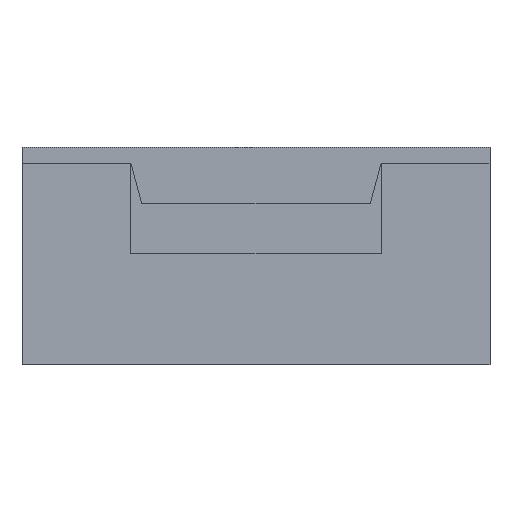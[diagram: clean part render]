
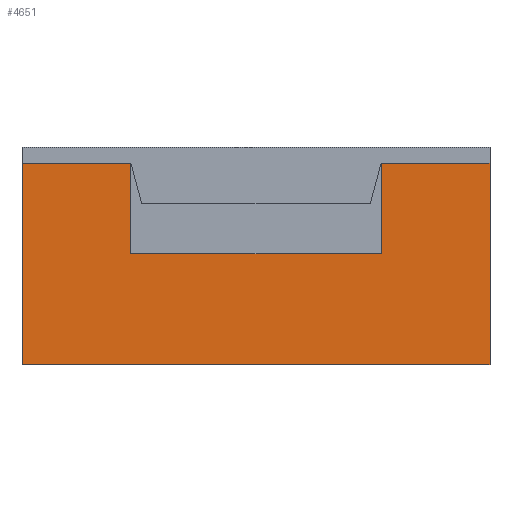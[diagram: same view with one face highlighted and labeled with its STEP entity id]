
A CAD part, left-side view. The second image highlights one B-rep face of the part: STEP entity #4651.
In plain terms, the highlighted planar face has unit normal (-1, 0, 0).
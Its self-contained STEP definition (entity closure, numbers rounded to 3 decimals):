
#69 = EDGE_CURVE ( 'NONE', #4524, #4495, #685, .T. ) ;
#72 = ORIENTED_EDGE ( 'NONE', *, *, #4490, .T. ) ;
#87 = EDGE_CURVE ( 'NONE', #1591, #5158, #717, .T. ) ;
#220 = EDGE_CURVE ( 'NONE', #5081, #4495, #1118, .T. ) ;
#278 = ORIENTED_EDGE ( 'NONE', *, *, #87, .T. ) ;
#527 = LINE ( 'NONE', #528, #529 ) ;
#528 = CARTESIAN_POINT ( 'NONE',  ( -21.5, 5.25, 25. ) ) ;
#529 = VECTOR ( 'NONE', #530, 1000. ) ;
#530 = DIRECTION ( 'NONE',  ( 0., -1., 0. ) ) ;
#685 = LINE ( 'NONE', #686, #687 ) ;
#686 = CARTESIAN_POINT ( 'NONE',  ( -21.5, -39.25, 25. ) ) ;
#687 = VECTOR ( 'NONE', #688, 1000. ) ;
#688 = DIRECTION ( 'NONE',  ( 0., 0., -1. ) ) ;
#717 = LINE ( 'NONE', #718, #719 ) ;
#718 = CARTESIAN_POINT ( 'NONE',  ( -21.5, 5.25, 13.8 ) ) ;
#719 = VECTOR ( 'NONE', #720, 1000. ) ;
#720 = DIRECTION ( 'NONE',  ( 0., 0., -1. ) ) ;
#1118 = LINE ( 'NONE', #1119, #1120 ) ;
#1119 = CARTESIAN_POINT ( 'NONE',  ( -21.5, 5.25, 13.8 ) ) ;
#1120 = VECTOR ( 'NONE', #1121, 1000. ) ;
#1121 = DIRECTION ( 'NONE',  ( 0., -1., 0. ) ) ;
#1307 = LINE ( 'NONE', #1308, #1309 ) ;
#1308 = CARTESIAN_POINT ( 'NONE',  ( -21.5, -52.75, 13.8 ) ) ;
#1309 = VECTOR ( 'NONE', #1310, 1000. ) ;
#1310 = DIRECTION ( 'NONE',  ( 0., 0., -1. ) ) ;
#1311 = LINE ( 'NONE', #1312, #1313 ) ;
#1312 = CARTESIAN_POINT ( 'NONE',  ( -21.5, 5.25, 0. ) ) ;
#1313 = VECTOR ( 'NONE', #1314, 1000. ) ;
#1314 = DIRECTION ( 'NONE',  ( 0., -1., 0. ) ) ;
#1340 = CARTESIAN_POINT ( 'NONE',  ( -21.5, -39.25, 13.8 ) ) ;
#1590 = CARTESIAN_POINT ( 'NONE',  ( -21.5, -39.25, 25. ) ) ;
#1591 = VERTEX_POINT ( 'NONE', #2956 ) ;
#2243 = CARTESIAN_POINT ( 'NONE',  ( -21.5, -8.25, 13.8 ) ) ;
#2252 = LINE ( 'NONE', #2253, #2254 ) ;
#2253 = CARTESIAN_POINT ( 'NONE',  ( -21.5, -39.25, 25. ) ) ;
#2254 = VECTOR ( 'NONE', #2255, 1000. ) ;
#2255 = DIRECTION ( 'NONE',  ( 0., -1., 0. ) ) ;
#2579 = FACE_OUTER_BOUND ( 'NONE', #3446, .T. ) ;
#2580 = PLANE ( 'NONE',  #2581 ) ;
#2581 = AXIS2_PLACEMENT_3D ( 'NONE', #2582, #2583, #2584 ) ;
#2582 = CARTESIAN_POINT ( 'NONE',  ( -21.5, 5.25, 13.8 ) ) ;
#2583 = DIRECTION ( 'NONE',  ( 1., 0., 0. ) ) ;
#2584 = DIRECTION ( 'NONE',  ( 0., 1., 0. ) ) ;
#2681 = LINE ( 'NONE', #2682, #2683 ) ;
#2682 = CARTESIAN_POINT ( 'NONE',  ( -21.5, -8.25, 25. ) ) ;
#2683 = VECTOR ( 'NONE', #2684, 1000. ) ;
#2684 = DIRECTION ( 'NONE',  ( 0., 0., -1. ) ) ;
#2749 = CARTESIAN_POINT ( 'NONE',  ( -21.5, -52.75, 0. ) ) ;
#2819 = CARTESIAN_POINT ( 'NONE',  ( -21.5, 5.25, 0. ) ) ;
#2956 = CARTESIAN_POINT ( 'NONE',  ( -21.5, 5.25, 25. ) ) ;
#3446 = EDGE_LOOP ( 'NONE', ( #72, #5032, #4582, #4442, #4647, #4405, #4148, #278 ) ) ;
#3479 = CARTESIAN_POINT ( 'NONE',  ( -21.5, -8.25, 25. ) ) ;
#3672 = CARTESIAN_POINT ( 'NONE',  ( -21.5, -52.75, 25. ) ) ;
#4148 = ORIENTED_EDGE ( 'NONE', *, *, #4315, .F. ) ;
#4315 = EDGE_CURVE ( 'NONE', #1591, #4845, #527, .T. ) ;
#4405 = ORIENTED_EDGE ( 'NONE', *, *, #5134, .F. ) ;
#4442 = ORIENTED_EDGE ( 'NONE', *, *, #69, .T. ) ;
#4489 = EDGE_CURVE ( 'NONE', #4908, #4665, #1307, .T. ) ;
#4490 = EDGE_CURVE ( 'NONE', #5158, #4665, #1311, .T. ) ;
#4495 = VERTEX_POINT ( 'NONE', #1340 ) ;
#4524 = VERTEX_POINT ( 'NONE', #1590 ) ;
#4582 = ORIENTED_EDGE ( 'NONE', *, *, #4612, .F. ) ;
#4612 = EDGE_CURVE ( 'NONE', #4524, #4908, #2252, .T. ) ;
#4647 = ORIENTED_EDGE ( 'NONE', *, *, #220, .F. ) ;
#4651 = ADVANCED_FACE ( 'NONE', ( #2579 ), #2580, .F. ) ;
#4665 = VERTEX_POINT ( 'NONE', #2749 ) ;
#4845 = VERTEX_POINT ( 'NONE', #3479 ) ;
#4908 = VERTEX_POINT ( 'NONE', #3672 ) ;
#5032 = ORIENTED_EDGE ( 'NONE', *, *, #4489, .F. ) ;
#5081 = VERTEX_POINT ( 'NONE', #2243 ) ;
#5134 = EDGE_CURVE ( 'NONE', #4845, #5081, #2681, .T. ) ;
#5158 = VERTEX_POINT ( 'NONE', #2819 ) ;
